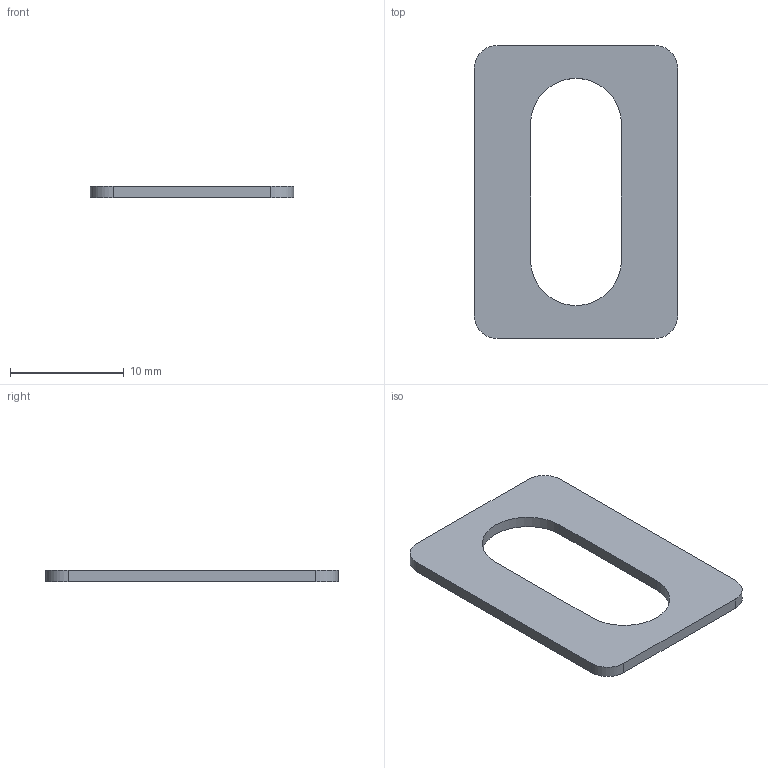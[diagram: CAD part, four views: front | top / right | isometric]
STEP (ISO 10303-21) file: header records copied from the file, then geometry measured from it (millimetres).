
FILE_DESCRIPTION(/* description */ ('Alibre Inc.'),/* implementation_level */ '2;1');
FILE_NAME(/* name */ 'export-138928C3-2280-49AB-9CCD-14DB60ED7FE9',/* time_stamp */ '2022-01-19T13:53:11+01:00',/* author */ (''),/* organization */ (''),/* preprocessor_version */ 'ST-DEVELOPER v17',/* originating_system */ 'Alibre',/* authorisation */ '');
FILE_SCHEMA (('AUTOMOTIVE_DESIGN'));
Length unit declared in the file: millimetre
Products named in the file (1): GSA20 EPDM pakking_1
Bounding box: 17.9 x 25.8 x 1 mm (x, y, z)
Volume: 312.1 mm3; surface area: 757.3 mm2
Topology: 1 solids, 1 shells, 14 faces, 36 edges, 24 vertices
Faces by surface type: plane 8, cylinder 6
Entity records: 443 total; most frequent: CARTESIAN_POINT 74, ORIENTED_EDGE 72, DIRECTION 68, EDGE_CURVE 36, AXIS2_PLACEMENT_3D 26, VERTEX_POINT 24, VECTOR 24, LINE 24
